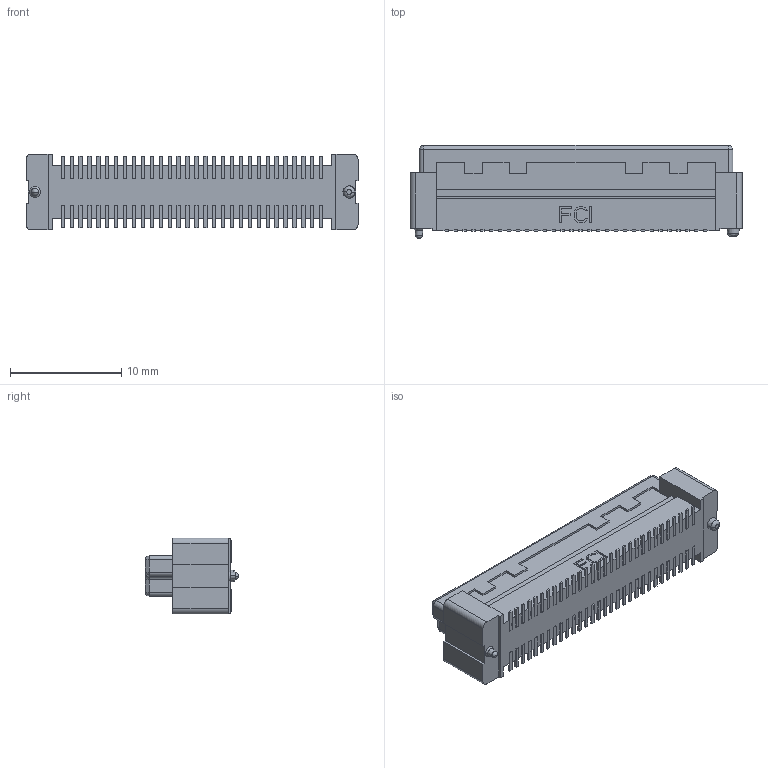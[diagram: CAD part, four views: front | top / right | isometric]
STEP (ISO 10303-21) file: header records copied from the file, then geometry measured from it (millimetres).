
FILE_DESCRIPTION((''),'2;1');
FILE_NAME('P61082-062X0XXX','2011-06-22T',('msriniva'),('FCI - ELX Division'),'PRO/ENGINEER BY PARAMETRIC TECHNOLOGY CORPORATION, 2008250','PRO/ENGINEER BY PARAMETRIC TECHNOLOGY CORPORATION, 2008250','');
FILE_SCHEMA(('CONFIG_CONTROL_DESIGN'));
Length unit declared in the file: millimetre
Products named in the file (1): P61082-062X0XXX
Bounding box: 29.8 x 8.35 x 6.8 mm (x, y, z)
Volume: 876.8 mm3; surface area: 1099.3 mm2
Topology: 1 solids, 1 shells, 552 faces, 1605 edges, 1061 vertices
Faces by surface type: plane 518, cylinder 16, cone 14, bspline 2, sphere 2
Entity records: 17935 total; most frequent: CARTESIAN_POINT 3298, ORIENTED_EDGE 3206, DIRECTION 2747, EDGE_CURVE 1603, VECTOR 1551, LINE 1551, VERTEX_POINT 1061, AXIS2_PLACEMENT_3D 598
